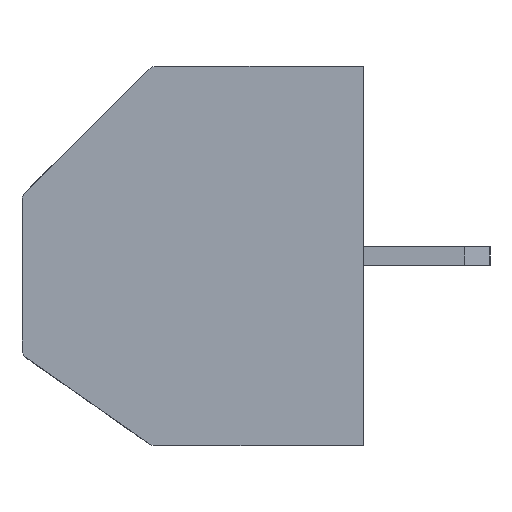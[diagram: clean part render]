
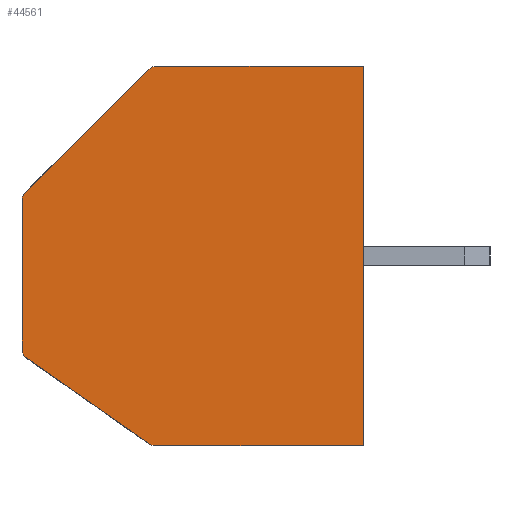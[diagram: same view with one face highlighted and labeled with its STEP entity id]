
A CAD part, left-side view. The second image highlights one B-rep face of the part: STEP entity #44561.
In plain terms, the highlighted planar face has unit normal (-1, 0, 0).
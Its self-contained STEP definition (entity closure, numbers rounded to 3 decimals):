
#350 = EDGE_CURVE ( 'NONE', #11491, #36556, #14406, .T. ) ;
#440 = CARTESIAN_POINT ( 'NONE',  ( -3.04, 0., 6. ) ) ;
#641 = DIRECTION ( 'NONE',  ( 0., -0.707, 0.707 ) ) ;
#748 = LINE ( 'NONE', #45027, #29005 ) ;
#2375 = CARTESIAN_POINT ( 'NONE',  ( -3.04, 10.672, -3.219 ) ) ;
#2896 = CARTESIAN_POINT ( 'NONE',  ( -3.04, 6.777, -5.946 ) ) ;
#3495 = DIRECTION ( 'NONE',  ( 0., 0., 1. ) ) ;
#3901 = PLANE ( 'NONE',  #37506 ) ;
#4394 = DIRECTION ( 'NONE',  ( -1., 0., 0. ) ) ;
#4440 = CARTESIAN_POINT ( 'NONE',  ( -3.04, 10.8, -2.973 ) ) ;
#4567 = FACE_OUTER_BOUND ( 'NONE', #14276, .T. ) ;
#4686 = ORIENTED_EDGE ( 'NONE', *, *, #39548, .T. ) ;
#6300 = CARTESIAN_POINT ( 'NONE',  ( -3.04, 10.712, 1.988 ) ) ;
#6727 = VERTEX_POINT ( 'NONE', #2375 ) ;
#6977 = CIRCLE ( 'NONE', #21538, 0.3 ) ;
#8703 = EDGE_CURVE ( 'NONE', #26576, #27294, #6977, .T. ) ;
#8946 = DIRECTION ( 'NONE',  ( -1., 0., 0. ) ) ;
#9690 = ORIENTED_EDGE ( 'NONE', *, *, #12570, .T. ) ;
#10551 = DIRECTION ( 'NONE',  ( 0., 0.819, 0.574 ) ) ;
#10800 = ORIENTED_EDGE ( 'NONE', *, *, #33559, .T. ) ;
#10835 = VERTEX_POINT ( 'NONE', #41360 ) ;
#11491 = VERTEX_POINT ( 'NONE', #19706 ) ;
#11625 = VERTEX_POINT ( 'NONE', #4440 ) ;
#11717 = EDGE_CURVE ( 'NONE', #11625, #10835, #20797, .T. ) ;
#12570 = EDGE_CURVE ( 'NONE', #38155, #10835, #21798, .T. ) ;
#13938 = ORIENTED_EDGE ( 'NONE', *, *, #28788, .T. ) ;
#14276 = EDGE_LOOP ( 'NONE', ( #29118, #13938, #4686, #20129, #38675, #38670, #39143, #9690, #40647, #10800 ) ) ;
#14295 = VECTOR ( 'NONE', #38158, 1000. ) ;
#14406 = LINE ( 'NONE', #35182, #14295 ) ;
#15010 = DIRECTION ( 'NONE',  ( 1., 0., 0. ) ) ;
#15052 = DIRECTION ( 'NONE',  ( 0., 0., -1. ) ) ;
#15518 = CARTESIAN_POINT ( 'NONE',  ( -3.04, 6.576, 5.7 ) ) ;
#15776 = EDGE_CURVE ( 'NONE', #37656, #6727, #37908, .T. ) ;
#16795 = VECTOR ( 'NONE', #10551, 1000. ) ;
#17141 = AXIS2_PLACEMENT_3D ( 'NONE', #29226, #8946, #22856 ) ;
#17749 = CARTESIAN_POINT ( 'NONE',  ( -3.04, 10.8, 6. ) ) ;
#17880 = EDGE_CURVE ( 'NONE', #38155, #27294, #17916, .T. ) ;
#17916 = LINE ( 'NONE', #31849, #34573 ) ;
#18720 = DIRECTION ( 'NONE',  ( -1., 0., 0. ) ) ;
#19706 = CARTESIAN_POINT ( 'NONE',  ( -3.04, 0., -6. ) ) ;
#20129 = ORIENTED_EDGE ( 'NONE', *, *, #350, .T. ) ;
#20797 = LINE ( 'NONE', #34704, #37749 ) ;
#21538 = AXIS2_PLACEMENT_3D ( 'NONE', #15518, #18720, #43365 ) ;
#21798 = CIRCLE ( 'NONE', #25393, 0.3 ) ;
#21891 = CARTESIAN_POINT ( 'NONE',  ( -3.04, 10.8, -6. ) ) ;
#22293 = CIRCLE ( 'NONE', #17141, 0.3 ) ;
#22657 = VECTOR ( 'NONE', #24603, 1000. ) ;
#22856 = DIRECTION ( 'NONE',  ( 0., 0., -1. ) ) ;
#23631 = CARTESIAN_POINT ( 'NONE',  ( -3.04, 6.605, -6. ) ) ;
#24162 = CIRCLE ( 'NONE', #40899, 0.3 ) ;
#24603 = DIRECTION ( 'NONE',  ( 0., -1., 0. ) ) ;
#25393 = AXIS2_PLACEMENT_3D ( 'NONE', #42454, #4394, #15052 ) ;
#25742 = EDGE_CURVE ( 'NONE', #26576, #36556, #748, .T. ) ;
#26576 = VERTEX_POINT ( 'NONE', #42287 ) ;
#27294 = VERTEX_POINT ( 'NONE', #42835 ) ;
#28788 = EDGE_CURVE ( 'NONE', #37656, #41862, #24162, .T. ) ;
#29005 = VECTOR ( 'NONE', #32179, 1000. ) ;
#29118 = ORIENTED_EDGE ( 'NONE', *, *, #15776, .F. ) ;
#29226 = CARTESIAN_POINT ( 'NONE',  ( -3.04, 10.5, -2.973 ) ) ;
#31345 = DIRECTION ( 'NONE',  ( 0., 0., -1. ) ) ;
#31849 = CARTESIAN_POINT ( 'NONE',  ( -3.04, 10.8, 1.9 ) ) ;
#32179 = DIRECTION ( 'NONE',  ( 0., -1., 0. ) ) ;
#33559 = EDGE_CURVE ( 'NONE', #11625, #6727, #22293, .T. ) ;
#34573 = VECTOR ( 'NONE', #641, 1000. ) ;
#34704 = CARTESIAN_POINT ( 'NONE',  ( -3.04, 10.8, 6. ) ) ;
#35182 = CARTESIAN_POINT ( 'NONE',  ( -3.04, 0., 6. ) ) ;
#36556 = VERTEX_POINT ( 'NONE', #440 ) ;
#37506 = AXIS2_PLACEMENT_3D ( 'NONE', #17749, #15010, #42852 ) ;
#37656 = VERTEX_POINT ( 'NONE', #2896 ) ;
#37749 = VECTOR ( 'NONE', #3495, 1000. ) ;
#37908 = LINE ( 'NONE', #38561, #16795 ) ;
#38155 = VERTEX_POINT ( 'NONE', #6300 ) ;
#38158 = DIRECTION ( 'NONE',  ( 0., 0., 1. ) ) ;
#38412 = CARTESIAN_POINT ( 'NONE',  ( -3.04, 6.605, -5.7 ) ) ;
#38561 = CARTESIAN_POINT ( 'NONE',  ( -3.04, 10.8, -3.129 ) ) ;
#38670 = ORIENTED_EDGE ( 'NONE', *, *, #8703, .T. ) ;
#38675 = ORIENTED_EDGE ( 'NONE', *, *, #25742, .F. ) ;
#39143 = ORIENTED_EDGE ( 'NONE', *, *, #17880, .F. ) ;
#39448 = DIRECTION ( 'NONE',  ( -1., 0., 0. ) ) ;
#39548 = EDGE_CURVE ( 'NONE', #41862, #11491, #42196, .T. ) ;
#40647 = ORIENTED_EDGE ( 'NONE', *, *, #11717, .F. ) ;
#40899 = AXIS2_PLACEMENT_3D ( 'NONE', #38412, #39448, #31345 ) ;
#41360 = CARTESIAN_POINT ( 'NONE',  ( -3.04, 10.8, 1.776 ) ) ;
#41862 = VERTEX_POINT ( 'NONE', #23631 ) ;
#42196 = LINE ( 'NONE', #21891, #22657 ) ;
#42287 = CARTESIAN_POINT ( 'NONE',  ( -3.04, 6.576, 6. ) ) ;
#42454 = CARTESIAN_POINT ( 'NONE',  ( -3.04, 10.5, 1.776 ) ) ;
#42835 = CARTESIAN_POINT ( 'NONE',  ( -3.04, 6.788, 5.912 ) ) ;
#42852 = DIRECTION ( 'NONE',  ( 0., 0., -1. ) ) ;
#43365 = DIRECTION ( 'NONE',  ( 0., 0., -1. ) ) ;
#44561 = ADVANCED_FACE ( 'NONE', ( #4567 ), #3901, .F. ) ;
#45027 = CARTESIAN_POINT ( 'NONE',  ( -3.04, 10.8, 6. ) ) ;
